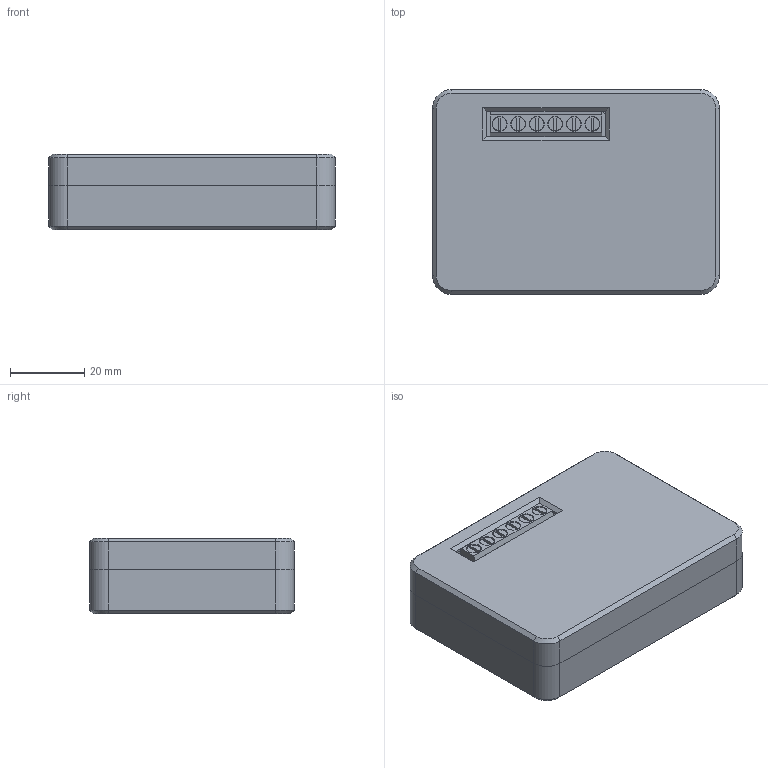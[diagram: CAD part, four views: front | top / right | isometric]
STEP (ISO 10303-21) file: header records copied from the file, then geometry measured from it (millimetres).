
FILE_DESCRIPTION(/* description */ ('KiCad electronic assembly'),/* implementation_level */ '2;1');
FILE_NAME(/* name */ 'Led-Controller (1) v8.step',/* time_stamp */ '2025-03-22T22:29:15+05:30',/* author */ (''),/* organization */ (''),/* preprocessor_version */ 'ST-DEVELOPER v20',/* originating_system */ 'Autodesk Translation Framework v13.20.0.188',/* authorisation */ '');
FILE_SCHEMA (('AUTOMOTIVE_DESIGN { 1 0 10303 214 3 1 1 }'));
Length unit declared in the file: millimetre
Products named in the file (22): Led-Controller 1; TerminalBlock_Phoenix_MKDS-1,5-6_1x06_P5.00mm_Horizontal; ESP32-WROOM-32; BarrelJack_Horizontal; PinHeader_2x03_P1.27mm_Vertical; D_MiniMELF; Led-Controller_PCB; HTSOP-8-1EP_3.9x4.9mm_Pitch1.27mm; D_SOD-123; 1ED44175N01BXTSA1; BODY_MF06A; LEAD_MF06A; C_0402_1005Metric; R_0805_2012Metric; SRN8040-101M; TDSON-8-1; R_0402_1005Metric; C_0805_2012Metric; encloser; bottom; Component20; Component21
Assembly tree (73 placements, depth 3):
  Led-Controller 1
    C_0402_1005Metric  x9
    R_0402_1005Metric  x17
    1ED44175N01BXTSA1  x5
      BODY_MF06A
      LEAD_MF06A
    TDSON-8-1  x6
    TerminalBlock_Phoenix_MKDS-1,5-6_1x06_P5.00mm_Horizontal
    C_0805_2012Metric  x11
    ESP32-WROOM-32
    HTSOP-8-1EP_3.9x4.9mm_Pitch1.27mm  x2
    R_0805_2012Metric  x2
    D_SOD-123  x2
    BarrelJack_Horizontal
    PinHeader_2x03_P1.27mm_Vertical
    SRN8040-101M  x2
    D_MiniMELF
    Led-Controller_PCB
    encloser
      bottom
    Component20
    Component21
Bounding box: 77.3 x 55.1 x 20.39 mm (x, y, z)
Volume: 30457.7 mm3; surface area: 41601.3 mm2
Topology: 98 solids, 99 shells, 4094 faces, 10263 edges, 6471 vertices
Faces by surface type: plane 3043, cylinder 912, bspline 74, sphere 49, cone 14, torus 2
Full cylindrical faces by diameter (mm): 0.2 x14, 0.3 x16, 0.5 x6, 0.65 x6, 0.8 x2, 1 x2, 1.35 x2, 1.4 x3, 1.5 x2, 1.52 x6, 2 x2, 2.6 x4, 3 x8, 3.8 x6, 4 x6, 6 x8, 6.3 x1, 7 x2
Entity records: 59335 total; most frequent: CARTESIAN_POINT 12104, ORIENTED_EDGE 9342, DIRECTION 9334, EDGE_CURVE 4671, LINE 3738, VECTOR 3738, VERTEX_POINT 2881, AXIS2_PLACEMENT_3D 2798
